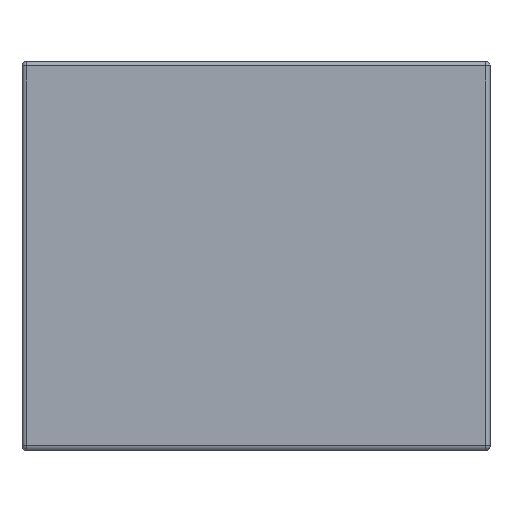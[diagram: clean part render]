
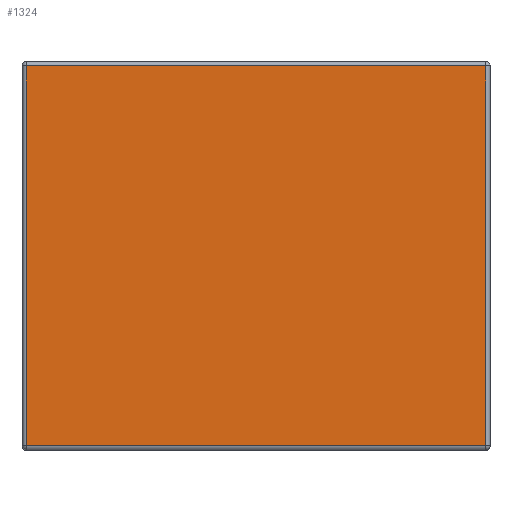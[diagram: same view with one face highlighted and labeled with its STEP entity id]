
A CAD part, top view. The second image highlights one B-rep face of the part: STEP entity #1324.
In plain terms, the highlighted planar face has unit normal (0, 0, 1).
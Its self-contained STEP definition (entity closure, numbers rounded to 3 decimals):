
#110=FACE_OUTER_BOUND($,#201,.T.);
#201=EDGE_LOOP($,(#955,#956,#957,#958));
#332=LINE($,#2036,#479);
#333=LINE($,#2038,#480);
#334=LINE($,#2040,#481);
#335=LINE($,#2041,#482);
#479=VECTOR($,#1629,43.);
#480=VECTOR($,#1630,52.);
#481=VECTOR($,#1631,43.);
#482=VECTOR($,#1632,52.);
#610=VERTEX_POINT($,#2034);
#611=VERTEX_POINT($,#2035);
#612=VERTEX_POINT($,#2037);
#613=VERTEX_POINT($,#2039);
#744=EDGE_CURVE($,#610,#611,#332,.T.);
#745=EDGE_CURVE($,#611,#612,#333,.T.);
#746=EDGE_CURVE($,#612,#613,#334,.T.);
#747=EDGE_CURVE($,#613,#610,#335,.T.);
#955=ORIENTED_EDGE($,*,*,#744,.T.);
#956=ORIENTED_EDGE($,*,*,#745,.T.);
#957=ORIENTED_EDGE($,*,*,#746,.T.);
#958=ORIENTED_EDGE($,*,*,#747,.T.);
#1253=PLANE($,#1434);
#1324=ADVANCED_FACE($,(#110),#1253,.F.);
#1434=AXIS2_PLACEMENT_3D($,#2033,#1627,#1628);
#1627=DIRECTION('center_axis',(0.,0.,
-1.));
#1628=DIRECTION('ref_axis',(1.,0.,0.));
#1629=DIRECTION($,(0.,-1.,0.));
#1630=DIRECTION($,(1.,0.,0.));
#1631=DIRECTION($,(0.,1.,0.));
#1632=DIRECTION($,(-1.,0.,0.));
#2033=CARTESIAN_POINT('Origin',(0.,0.,
22.7));
#2034=CARTESIAN_POINT('',(-26.,21.5,22.7));
#2035=CARTESIAN_POINT('',(-26.,-21.5,22.7));
#2036=CARTESIAN_POINT($,(-26.,0.,22.7));
#2037=CARTESIAN_POINT('',(26.,-21.5,22.7));
#2038=CARTESIAN_POINT($,(0.,-21.5,22.7));
#2039=CARTESIAN_POINT('',(26.,21.5,22.7));
#2040=CARTESIAN_POINT($,(26.,0.,22.7));
#2041=CARTESIAN_POINT($,(0.,21.5,22.7));
